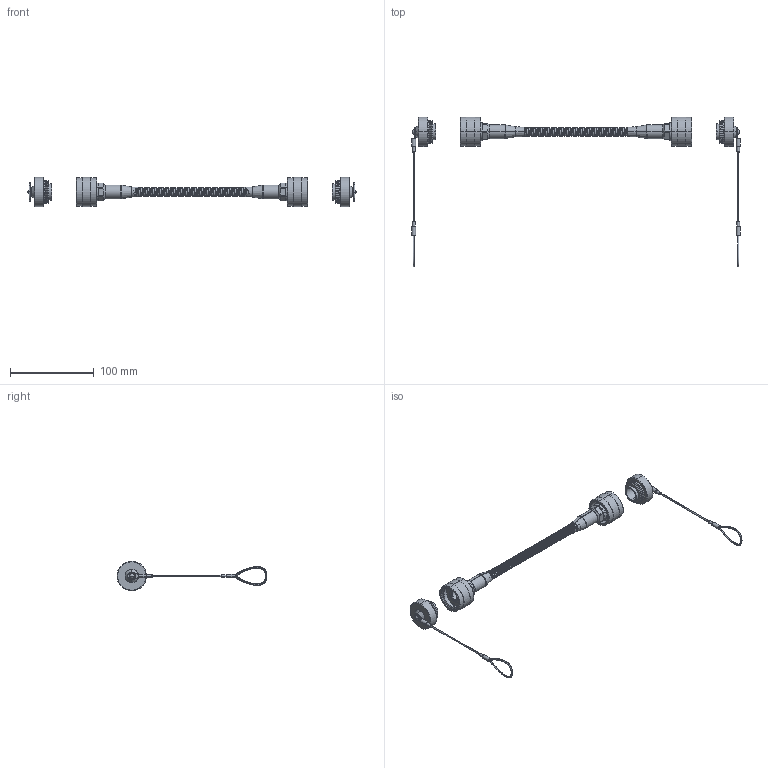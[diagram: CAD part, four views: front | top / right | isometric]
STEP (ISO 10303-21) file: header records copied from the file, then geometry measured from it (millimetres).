
FILE_DESCRIPTION (( 'STEP AP214' ), '1' );
FILE_NAME ('TRD8RGMT1.STEP', '2013-09-30T14:54:41', ( 'L-Com' ), ( 'L-Com Global Connectivity' ), 'SwSTEP 2.0', 'SolidWorks 2012', '' );
FILE_SCHEMA (( 'AUTOMOTIVE_DESIGN' ));
Length unit declared in the file: inch
Products named in the file (15): TRD8RGMT-S1-MA1; 3AC13-001(OD10xID8mm); ECRA4213UB0; ECRU4203U00; 3AB10-036-MA1; 3AB10-036; ECRA0213UB0; 3AB10-035-MA5; 3AB10-035-MA4; 3AB10-035-MA3; 3AB10-035-MA2; 3AB10-035-MA1; 3AB10-035; 1AL03-103; TRD8RGMT1
Assembly tree (16 placements, depth 4):
  TRD8RGMT1
    1AL03-103
    ECRA4213UB0  x2
      ECRA0213UB0
        3AB10-035
        3AB10-035-MA1
        3AB10-035-MA2
        3AB10-035-MA3
        3AB10-035-MA4
        3AB10-035-MA5
      ECRU4203U00
        3AB10-036
        3AB10-036-MA1
    3AC13-001(OD10xID8mm)
    TRD8RGMT-S1-MA1  x2
Bounding box: 391.29 x 178.5 x 35.05 mm (x, y, z)
Volume: 72271.3 mm3; surface area: 70661.7 mm2
Topology: 22 solids, 22 shells, 827 faces, 1906 edges, 1166 vertices
Faces by surface type: cylinder 349, cone 244, plane 174, torus 40, bspline 20
Entity records: 23038 total; most frequent: CARTESIAN_POINT 11222, ORIENTED_EDGE 2260, DIRECTION 2217, EDGE_CURVE 1130, AXIS2_PLACEMENT_3D 900, VERTEX_POINT 702, EDGE_LOOP 520, FACE_OUTER_BOUND 475
